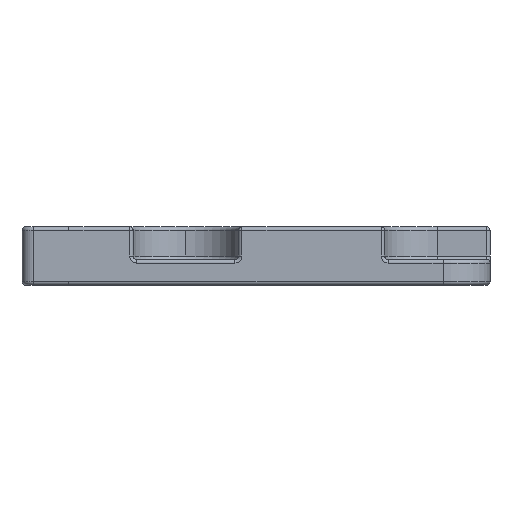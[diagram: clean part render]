
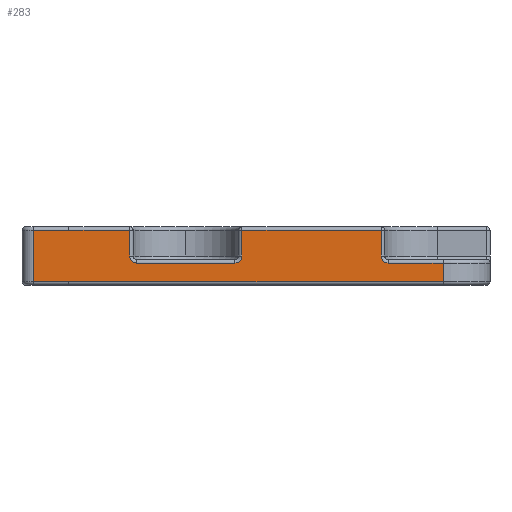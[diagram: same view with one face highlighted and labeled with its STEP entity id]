
A CAD part, left-side view. The second image highlights one B-rep face of the part: STEP entity #283.
In plain terms, the highlighted planar face has unit normal (-1, 0, 0).
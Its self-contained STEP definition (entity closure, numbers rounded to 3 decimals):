
#80 = CIRCLE ( 'NONE', #2652, 0.6 ) ;
#102 = ORIENTED_EDGE ( 'NONE', *, *, #1963, .T. ) ;
#108 = ORIENTED_EDGE ( 'NONE', *, *, #1589, .F. ) ;
#114 = VECTOR ( 'NONE', #1948, 1000. ) ;
#147 = CARTESIAN_POINT ( 'NONE',  ( -20., 19., 0.3 ) ) ;
#158 = EDGE_CURVE ( 'NONE', #573, #2801, #1763, .T. ) ;
#168 = VECTOR ( 'NONE', #3532, 1000. ) ;
#182 = LINE ( 'NONE', #767, #1730 ) ;
#273 = ORIENTED_EDGE ( 'NONE', *, *, #760, .T. ) ;
#283 = ADVANCED_FACE ( 'NONE', ( #1475 ), #1084, .F. ) ;
#334 = DIRECTION ( 'NONE',  ( -1., 0., 0. ) ) ;
#366 = EDGE_CURVE ( 'NONE', #2247, #1534, #1193, .T. ) ;
#402 = DIRECTION ( 'NONE',  ( 0., 0., -1. ) ) ;
#405 = ORIENTED_EDGE ( 'NONE', *, *, #3014, .T. ) ;
#434 = DIRECTION ( 'NONE',  ( 0., 0., 1. ) ) ;
#548 = CARTESIAN_POINT ( 'NONE',  ( -20., 19., -5.657 ) ) ;
#558 = LINE ( 'NONE', #2760, #2627 ) ;
#560 = ORIENTED_EDGE ( 'NONE', *, *, #3635, .F. ) ;
#573 = VERTEX_POINT ( 'NONE', #3758 ) ;
#589 = CARTESIAN_POINT ( 'NONE',  ( -20., -20., 4.7 ) ) ;
#598 = CARTESIAN_POINT ( 'NONE',  ( -20., 1.2, 4.7 ) ) ;
#611 = DIRECTION ( 'NONE',  ( 0., 1., 0. ) ) ;
#635 = ORIENTED_EDGE ( 'NONE', *, *, #2329, .F. ) ;
#640 = ORIENTED_EDGE ( 'NONE', *, *, #1287, .T. ) ;
#691 = DIRECTION ( 'NONE',  ( 1., 0., 0. ) ) ;
#717 = DIRECTION ( 'NONE',  ( 0., 0., -1. ) ) ;
#760 = EDGE_CURVE ( 'NONE', #2533, #909, #2660, .T. ) ;
#767 = CARTESIAN_POINT ( 'NONE',  ( -20., -20., 4.7 ) ) ;
#775 = CARTESIAN_POINT ( 'NONE',  ( -20., -16., 0.3 ) ) ;
#818 = LINE ( 'NONE', #3496, #1379 ) ;
#846 = VERTEX_POINT ( 'NONE', #2536 ) ;
#877 = CARTESIAN_POINT ( 'NONE',  ( -20., -20., 5. ) ) ;
#886 = VERTEX_POINT ( 'NONE', #2270 ) ;
#909 = VERTEX_POINT ( 'NONE', #3462 ) ;
#998 = LINE ( 'NONE', #589, #1090 ) ;
#1039 = EDGE_CURVE ( 'NONE', #2247, #2293, #3030, .T. ) ;
#1047 = EDGE_CURVE ( 'NONE', #2293, #886, #1527, .T. ) ;
#1051 = CARTESIAN_POINT ( 'NONE',  ( -20., -20., 1.9 ) ) ;
#1057 = VECTOR ( 'NONE', #3207, 1000. ) ;
#1084 = PLANE ( 'NONE',  #1512 ) ;
#1090 = VECTOR ( 'NONE', #611, 1000. ) ;
#1135 = ORIENTED_EDGE ( 'NONE', *, *, #1220, .T. ) ;
#1193 = LINE ( 'NONE', #548, #168 ) ;
#1220 = EDGE_CURVE ( 'NONE', #2785, #2968, #1520, .T. ) ;
#1287 = EDGE_CURVE ( 'NONE', #886, #3691, #2621, .T. ) ;
#1379 = VECTOR ( 'NONE', #3296, 1000. ) ;
#1443 = CARTESIAN_POINT ( 'NONE',  ( -20., -11.3, 1.9 ) ) ;
#1466 = ORIENTED_EDGE ( 'NONE', *, *, #1039, .T. ) ;
#1475 = FACE_OUTER_BOUND ( 'NONE', #2296, .T. ) ;
#1512 = AXIS2_PLACEMENT_3D ( 'NONE', #877, #691, #1557 ) ;
#1520 = LINE ( 'NONE', #2667, #114 ) ;
#1527 = LINE ( 'NONE', #775, #3789 ) ;
#1534 = VERTEX_POINT ( 'NONE', #2396 ) ;
#1553 = CARTESIAN_POINT ( 'NONE',  ( -20., -16., 5. ) ) ;
#1557 = DIRECTION ( 'NONE',  ( 0., 0., -1. ) ) ;
#1589 = EDGE_CURVE ( 'NONE', #846, #2801, #80, .T. ) ;
#1610 = VERTEX_POINT ( 'NONE', #3000 ) ;
#1649 = EDGE_CURVE ( 'NONE', #3691, #2872, #818, .T. ) ;
#1677 = ORIENTED_EDGE ( 'NONE', *, *, #366, .F. ) ;
#1678 = DIRECTION ( 'NONE',  ( 0., -1., 0. ) ) ;
#1692 = CARTESIAN_POINT ( 'NONE',  ( -20., 10.8, 4.7 ) ) ;
#1724 = CARTESIAN_POINT ( 'NONE',  ( -20., 10.2, 2.5 ) ) ;
#1730 = VECTOR ( 'NONE', #3085, 1000. ) ;
#1756 = CARTESIAN_POINT ( 'NONE',  ( -20., 16., 0.3 ) ) ;
#1759 = CIRCLE ( 'NONE', #3077, 0.6 ) ;
#1763 = LINE ( 'NONE', #1051, #3263 ) ;
#1806 = VECTOR ( 'NONE', #3109, 1000. ) ;
#1903 = CIRCLE ( 'NONE', #3012, 0.6 ) ;
#1940 = CARTESIAN_POINT ( 'NONE',  ( -20., -16., 1.9 ) ) ;
#1948 = DIRECTION ( 'NONE',  ( 0., 0., -1. ) ) ;
#1962 = ORIENTED_EDGE ( 'NONE', *, *, #3491, .T. ) ;
#1963 = EDGE_CURVE ( 'NONE', #846, #3232, #3160, .T. ) ;
#2103 = VECTOR ( 'NONE', #3379, 1000. ) ;
#2129 = DIRECTION ( 'NONE',  ( 0., 1., 0. ) ) ;
#2191 = EDGE_CURVE ( 'NONE', #3232, #1610, #998, .T. ) ;
#2211 = DIRECTION ( 'NONE',  ( -1., 0., 0. ) ) ;
#2215 = DIRECTION ( 'NONE',  ( -1., 0., 0. ) ) ;
#2247 = VERTEX_POINT ( 'NONE', #147 ) ;
#2270 = CARTESIAN_POINT ( 'NONE',  ( -20., -16., 0.3 ) ) ;
#2293 = VERTEX_POINT ( 'NONE', #2315 ) ;
#2296 = EDGE_LOOP ( 'NONE', ( #1677, #1466, #2600, #640, #3537, #635, #273, #1962, #1135, #560, #3545, #108, #102, #2681, #405 ) ) ;
#2315 = CARTESIAN_POINT ( 'NONE',  ( -20., 16., 0.3 ) ) ;
#2326 = DIRECTION ( 'NONE',  ( 0., 0., -1. ) ) ;
#2328 = VECTOR ( 'NONE', #434, 1000. ) ;
#2329 = EDGE_CURVE ( 'NONE', #2533, #2872, #1759, .T. ) ;
#2396 = CARTESIAN_POINT ( 'NONE',  ( -20., 19., 4.7 ) ) ;
#2423 = CARTESIAN_POINT ( 'NONE',  ( -20., 1.2, 2.5 ) ) ;
#2454 = DIRECTION ( 'NONE',  ( 0., 1., 0. ) ) ;
#2533 = VERTEX_POINT ( 'NONE', #3787 ) ;
#2536 = CARTESIAN_POINT ( 'NONE',  ( -20., 10.8, 2.5 ) ) ;
#2600 = ORIENTED_EDGE ( 'NONE', *, *, #1047, .T. ) ;
#2621 = LINE ( 'NONE', #1553, #2328 ) ;
#2627 = VECTOR ( 'NONE', #2129, 1000. ) ;
#2652 = AXIS2_PLACEMENT_3D ( 'NONE', #1724, #334, #2326 ) ;
#2660 = LINE ( 'NONE', #2887, #2103 ) ;
#2667 = CARTESIAN_POINT ( 'NONE',  ( -20., 1.2, 5. ) ) ;
#2681 = ORIENTED_EDGE ( 'NONE', *, *, #2191, .T. ) ;
#2714 = CARTESIAN_POINT ( 'NONE',  ( -20., 1.8, 2.5 ) ) ;
#2760 = CARTESIAN_POINT ( 'NONE',  ( -20., -20., 4.7 ) ) ;
#2785 = VERTEX_POINT ( 'NONE', #598 ) ;
#2801 = VERTEX_POINT ( 'NONE', #3543 ) ;
#2872 = VERTEX_POINT ( 'NONE', #1443 ) ;
#2887 = CARTESIAN_POINT ( 'NONE',  ( -20., -10.7, 5. ) ) ;
#2968 = VERTEX_POINT ( 'NONE', #2423 ) ;
#3000 = CARTESIAN_POINT ( 'NONE',  ( -20., 16., 4.7 ) ) ;
#3012 = AXIS2_PLACEMENT_3D ( 'NONE', #2714, #2215, #717 ) ;
#3014 = EDGE_CURVE ( 'NONE', #1610, #1534, #182, .T. ) ;
#3030 = LINE ( 'NONE', #1756, #1806 ) ;
#3070 = CARTESIAN_POINT ( 'NONE',  ( -20., -11.3, 2.5 ) ) ;
#3077 = AXIS2_PLACEMENT_3D ( 'NONE', #3070, #2211, #402 ) ;
#3085 = DIRECTION ( 'NONE',  ( 0., 1., 0. ) ) ;
#3109 = DIRECTION ( 'NONE',  ( 0., -1., 0. ) ) ;
#3160 = LINE ( 'NONE', #3473, #1057 ) ;
#3207 = DIRECTION ( 'NONE',  ( 0., 0., 1. ) ) ;
#3232 = VERTEX_POINT ( 'NONE', #1692 ) ;
#3263 = VECTOR ( 'NONE', #2454, 1000. ) ;
#3296 = DIRECTION ( 'NONE',  ( 0., 1., 0. ) ) ;
#3379 = DIRECTION ( 'NONE',  ( 0., 0., 1. ) ) ;
#3462 = CARTESIAN_POINT ( 'NONE',  ( -20., -10.7, 4.7 ) ) ;
#3473 = CARTESIAN_POINT ( 'NONE',  ( -20., 10.8, 5. ) ) ;
#3491 = EDGE_CURVE ( 'NONE', #909, #2785, #558, .T. ) ;
#3496 = CARTESIAN_POINT ( 'NONE',  ( -20., -20., 1.9 ) ) ;
#3532 = DIRECTION ( 'NONE',  ( 0., 0., 1. ) ) ;
#3537 = ORIENTED_EDGE ( 'NONE', *, *, #1649, .T. ) ;
#3543 = CARTESIAN_POINT ( 'NONE',  ( -20., 10.2, 1.9 ) ) ;
#3545 = ORIENTED_EDGE ( 'NONE', *, *, #158, .T. ) ;
#3635 = EDGE_CURVE ( 'NONE', #573, #2968, #1903, .T. ) ;
#3691 = VERTEX_POINT ( 'NONE', #1940 ) ;
#3758 = CARTESIAN_POINT ( 'NONE',  ( -20., 1.8, 1.9 ) ) ;
#3787 = CARTESIAN_POINT ( 'NONE',  ( -20., -10.7, 2.5 ) ) ;
#3789 = VECTOR ( 'NONE', #1678, 1000. ) ;
